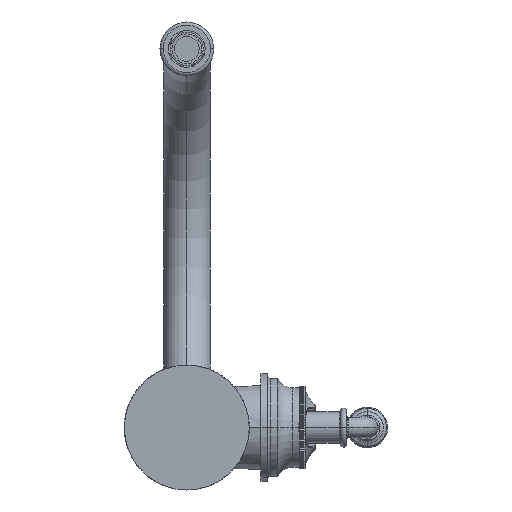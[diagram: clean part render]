
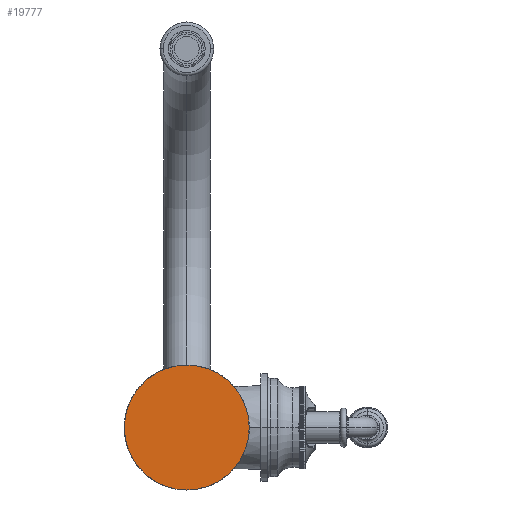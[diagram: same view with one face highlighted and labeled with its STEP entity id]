
A CAD part, front view. The second image highlights one B-rep face of the part: STEP entity #19777.
In plain terms, the highlighted planar face has unit normal (0, -1, 0).
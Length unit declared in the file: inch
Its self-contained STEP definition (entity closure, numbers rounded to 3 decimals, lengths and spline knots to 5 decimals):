
#4731=CARTESIAN_POINT('',(0.,-0.61,0.));
#4732=DIRECTION('',(0.,-1.,0.));
#4733=DIRECTION('',(1.,0.,0.));
#4734=AXIS2_PLACEMENT_3D('',#4731,#4732,#4733);
#4736=CARTESIAN_POINT('',(0.,-0.61,0.));
#4737=DIRECTION('',(0.,1.,0.));
#4738=DIRECTION('',(1.,0.,0.));
#4739=AXIS2_PLACEMENT_3D('',#4736,#4737,#4738);
#11806=CARTESIAN_POINT('',(1.175,-0.61,0.));
#11808=VERTEX_POINT('',#11806);
#11814=CARTESIAN_POINT('',(-1.175,-0.61,0.));
#11816=VERTEX_POINT('',#11814);
#19768=CARTESIAN_POINT('',(0.,-0.61,0.));
#19769=DIRECTION('',(0.,1.,0.));
#19770=DIRECTION('',(-1.,0.,0.));
#19771=AXIS2_PLACEMENT_3D('',#19768,#19769,#19770);
#19772=PLANE('',#19771);
#19773=ORIENTED_EDGE('',*,*,#19761,.F.);
#19774=ORIENTED_EDGE('',*,*,#19750,.T.);
#19775=EDGE_LOOP('',(#19773,#19774));
#19776=FACE_OUTER_BOUND('',#19775,.F.);
#19777=ADVANCED_FACE('',(#19776),#19772,.F.);
#4735=CIRCLE('',#4734,1.175);
#4740=CIRCLE('',#4739,1.175);
#19750=EDGE_CURVE('',#11808,#11816,#4740,.T.);
#19761=EDGE_CURVE('',#11808,#11816,#4735,.T.);
